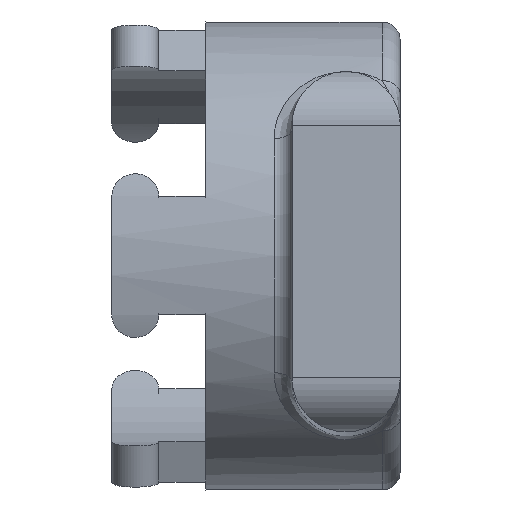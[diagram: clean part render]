
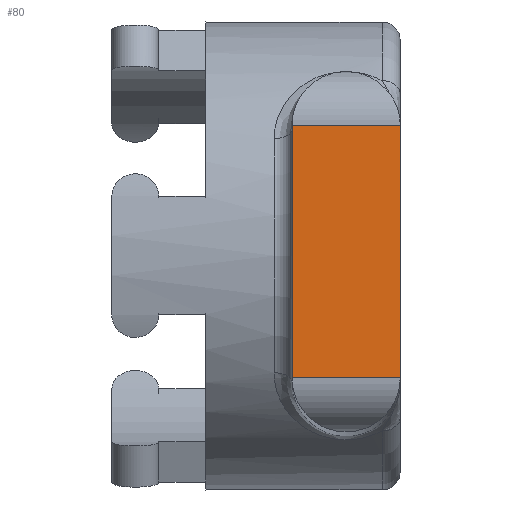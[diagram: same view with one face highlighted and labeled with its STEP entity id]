
A CAD part, top view. The second image highlights one B-rep face of the part: STEP entity #80.
In plain terms, the highlighted planar face has unit normal (0, 0, 1).
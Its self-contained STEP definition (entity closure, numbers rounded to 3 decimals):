
#80 = ADVANCED_FACE( '', ( #191 ), #192, .T. );
#191 = FACE_OUTER_BOUND( '', #642, .T. );
#192 = PLANE( '', #643 );
#642 = EDGE_LOOP( '', ( #1300, #1301, #1302, #1303 ) );
#643 = AXIS2_PLACEMENT_3D( '', #1304, #1305, #1306 );
#1300 = ORIENTED_EDGE( '', *, *, #1668, .F. );
#1301 = ORIENTED_EDGE( '', *, *, #1669, .T. );
#1302 = ORIENTED_EDGE( '', *, *, #1670, .T. );
#1303 = ORIENTED_EDGE( '', *, *, #1671, .T. );
#1304 = CARTESIAN_POINT( '', ( 2.2, 5., 70. ) );
#1305 = DIRECTION( '', ( 0., 0., 1. ) );
#1306 = DIRECTION( '', ( 0., -1., 0. ) );
#1668 = EDGE_CURVE( '', #1842, #1843, #1844, .T. );
#1669 = EDGE_CURVE( '', #1842, #1845, #1846, .F. );
#1670 = EDGE_CURVE( '', #1845, #1847, #1848, .T. );
#1671 = EDGE_CURVE( '', #1847, #1843, #1849, .T. );
#1842 = VERTEX_POINT( '', #2326 );
#1843 = VERTEX_POINT( '', #2327 );
#1844 = LINE( '', #2328, #2329 );
#1845 = VERTEX_POINT( '', #2330 );
#1846 = LINE( '', #2331, #2332 );
#1847 = VERTEX_POINT( '', #2333 );
#1848 = LINE( '', #2334, #2335 );
#1849 = LINE( '', #2336, #2337 );
#2326 = CARTESIAN_POINT( '', ( 5.2, 3.5, 70. ) );
#2327 = CARTESIAN_POINT( '', ( 5.2, -3.5, 70. ) );
#2328 = CARTESIAN_POINT( '', ( 5.2, 5., 70. ) );
#2329 = VECTOR( '', #2933, 1000. );
#2330 = CARTESIAN_POINT( '', ( 2.2, 3.5, 70. ) );
#2331 = CARTESIAN_POINT( '', ( 2.2, 3.5, 70. ) );
#2332 = VECTOR( '', #2934, 1000. );
#2333 = CARTESIAN_POINT( '', ( 2.2, -3.5, 70. ) );
#2334 = CARTESIAN_POINT( '', ( 2.2, 5., 70. ) );
#2335 = VECTOR( '', #2935, 1000. );
#2336 = CARTESIAN_POINT( '', ( 2.2, -3.5, 70. ) );
#2337 = VECTOR( '', #2936, 1000. );
#2933 = DIRECTION( '', ( 0., -1., 0. ) );
#2934 = DIRECTION( '', ( 1., 0., 0. ) );
#2935 = DIRECTION( '', ( 0., -1., 0. ) );
#2936 = DIRECTION( '', ( 1., 0., 0. ) );
